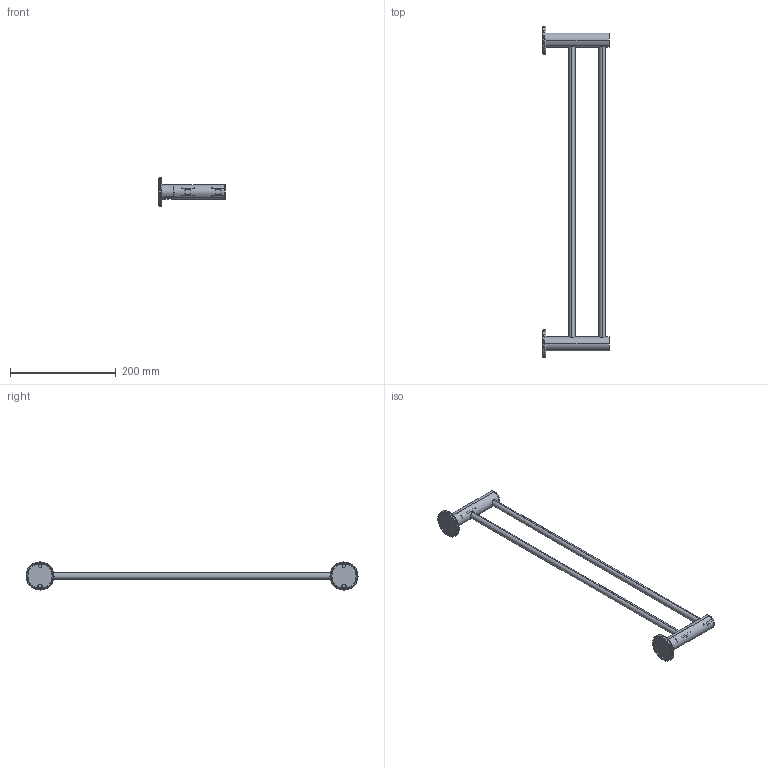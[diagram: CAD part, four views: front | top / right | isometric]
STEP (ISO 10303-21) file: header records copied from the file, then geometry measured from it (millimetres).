
FILE_DESCRIPTION (( 'STEP AP203' ), '1' );
FILE_NAME ('ASM10.stp', '2021-05-14T05:20:11', ( '' ), ( '' ), 'SwSTEP 2.0', 'SolidWorks 2021', '' );
FILE_SCHEMA (( 'CONFIG_CONTROL_DESIGN' ));
Length unit declared in the file: millimetre
Products named in the file (11): PQ3203_2; Q3P_ASM; PLSDJ0507; PQ3222; PQ3203; PQ3202_2; PQ3202; PQ3001; PQ35000; PQ35020; ASM10
Assembly tree (14 placements, depth 3):
  ASM10
    PQ3222  x2
    PQ3202
    PQ3202_2
    PQ3203_2
    PQ3203
    PQ3001  x3
    Q3P_ASM  x2
      PQ35020
      PQ35000
      PLSDJ0507
Bounding box: 125.7 x 627 x 53 mm (x, y, z)
Volume: 85062.5 mm3; surface area: 163185.5 mm2
Topology: 13 solids, 15 shells, 960 faces, 2440 edges, 1450 vertices
Faces by surface type: cylinder 413, bspline 284, plane 241, cone 22
Entity records: 22991 total; most frequent: CARTESIAN_POINT 11930, ORIENTED_EDGE 2208, DIRECTION 1850, EDGE_CURVE 1108, AXIS2_PLACEMENT_3D 717, VERTEX_POINT 683, EDGE_LOOP 483, ADVANCED_FACE 450
